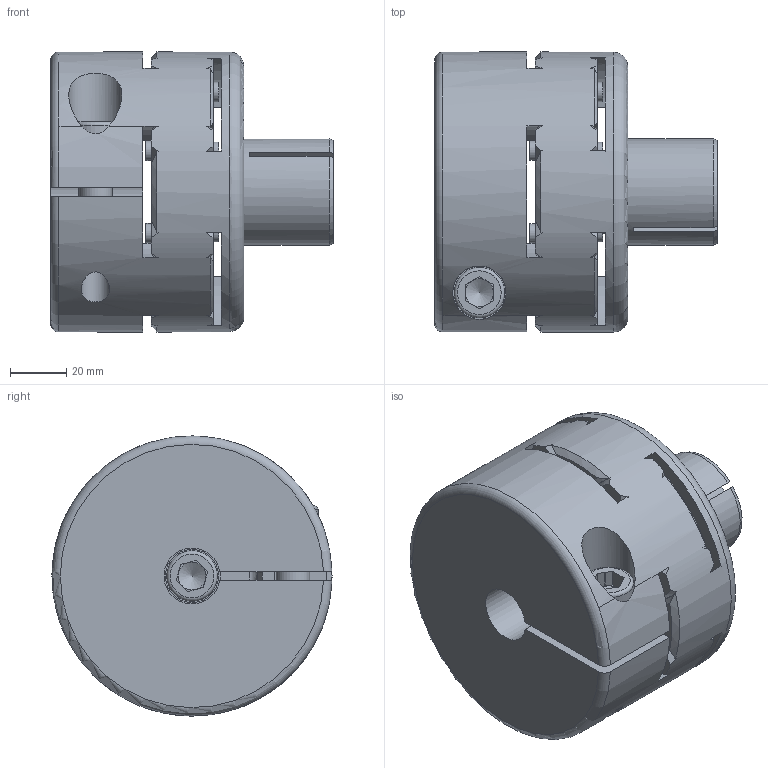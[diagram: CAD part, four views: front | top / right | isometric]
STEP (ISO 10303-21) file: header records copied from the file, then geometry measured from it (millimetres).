
FILE_DESCRIPTION(/* description */ ('Unknown'),/* implementation_level */ '2;1');
FILE_NAME(/* name */ 'EKS 400',/* time_stamp */ '2021-02-22T09:52:41+01:00',/* author */ ('Unknown'),/* organization */ ('Unknown'),/* preprocessor_version */ 'ST-DEVELOPER v16.7',/* originating_system */ 'DEX',/* authorisation */ $);
FILE_SCHEMA (('AUTOMOTIVE_DESIGN {1 0 10303 214 3 1 1}'));
Length unit declared in the file: millimetre
Products named in the file (1): EKS 400
Bounding box: 101 x 100 x 100 mm (x, y, z)
Volume: 481879.8 mm3; surface area: 93082.9 mm2
Topology: 1 solids, 1 shells, 229 faces, 649 edges, 416 vertices
Faces by surface type: cylinder 77, cone 75, plane 71, torus 6
Full cylindrical faces by diameter (mm): 7 x8, 10.106 x1, 12 x2, 12.5 x2, 13 x1, 18 x2, 19 x2, 20.5 x1, 38 x1, 47 x2, 100 x1
Entity records: 7377 total; most frequent: CARTESIAN_POINT 1665, DIRECTION 1194, ORIENTED_EDGE 1178, EDGE_CURVE 589, AXIS2_PLACEMENT_3D 512, VERTEX_POINT 396, FACE_BOUND 297, EDGE_LOOP 295
